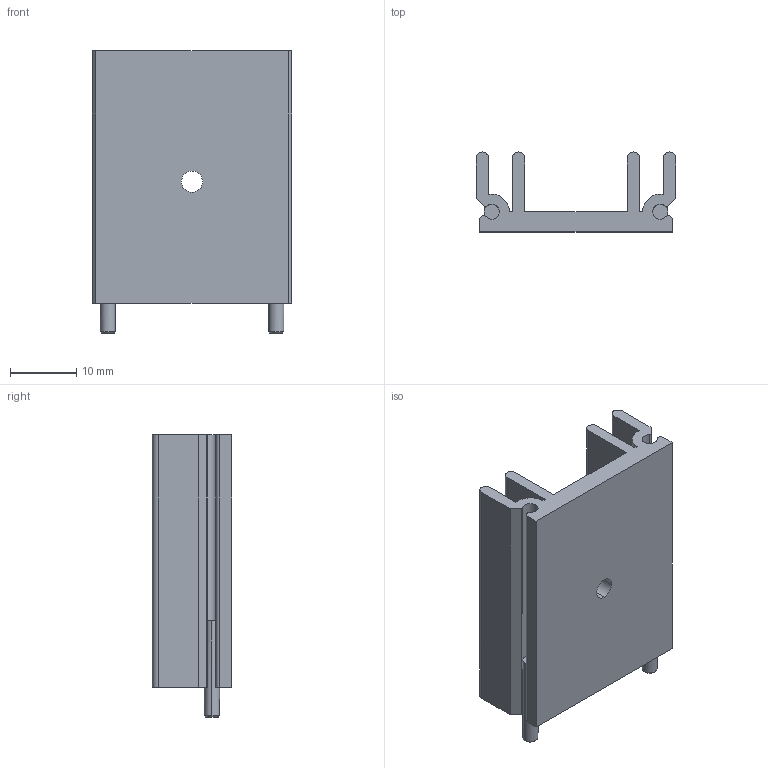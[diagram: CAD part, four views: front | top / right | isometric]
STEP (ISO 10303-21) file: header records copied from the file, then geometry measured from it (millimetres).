
FILE_DESCRIPTION (( 'STEP AP214' ), '1' );
FILE_NAME ('Heatsink 30x12x38 - SK 29 38 S.STEP', '2020-10-28T15:44:38', ( 'Elessar' ), ( '' ), 'SwSTEP 2.0', 'SolidWorks 2018', '' );
FILE_SCHEMA (( 'AUTOMOTIVE_DESIGN' ));
Length unit declared in the file: millimetre
Products named in the file (1): Heatsink 30x12x38 - SK 29 38 S
Bounding box: 30 x 12 x 42.5 mm (x, y, z)
Volume: 5851 mm3; surface area: 5759.8 mm2
Topology: 1 solids, 1 shells, 45 faces, 121 edges, 78 vertices
Faces by surface type: plane 22, cylinder 19, cone 4
Entity records: 1587 total; most frequent: DIRECTION 259, CARTESIAN_POINT 245, ORIENTED_EDGE 242, EDGE_CURVE 121, AXIS2_PLACEMENT_3D 92, VERTEX_POINT 78, VECTOR 75, LINE 75
